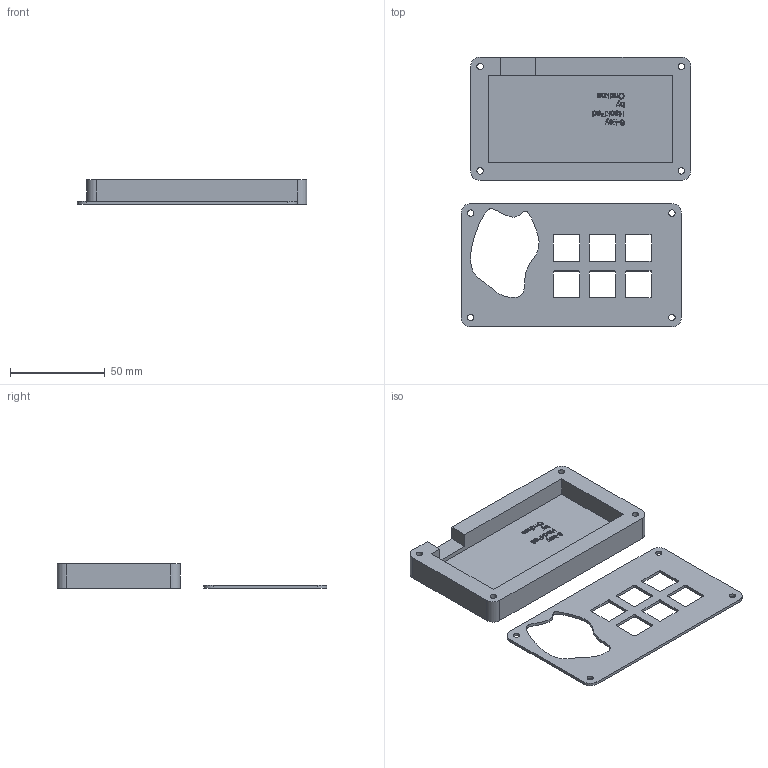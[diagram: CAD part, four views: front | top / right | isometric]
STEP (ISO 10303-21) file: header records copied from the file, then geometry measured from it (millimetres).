
FILE_DESCRIPTION(/* description */ (''),/* implementation_level */ '2;1');
FILE_NAME(/* name */ '6-key HackPad by Ondkos_top v2.step',/* time_stamp */ '2025-05-21T18:32:34+02:00',/* author */ (''),/* organization */ (''),/* preprocessor_version */ 'ST-DEVELOPER v20.1',/* originating_system */ 'Autodesk Translation Framework v14.10.0.0',/* authorisation */ '');
FILE_SCHEMA (('AUTOMOTIVE_DESIGN { 1 0 10303 214 3 1 1 }'));
Length unit declared in the file: millimetre
Products named in the file (4): 6-key HackPad by Ondkos_top; 6-key HackPad by Ondkos; 6-key HackPad by Ondkos_bottom; 6-key HackPad by Ondkos_1
Assembly tree (3 placements, depth 4):
  6-key HackPad by Ondkos_top
    6-key HackPad by Ondkos
      6-key HackPad by Ondkos_bottom
        6-key HackPad by Ondkos_1
Bounding box: 120.93 x 142.23 x 13 mm (x, y, z)
Volume: 58730.9 mm3; surface area: 34992 mm2
Topology: 22 solids, 22 shells, 534 faces, 1458 edges, 972 vertices
Faces by surface type: bspline 289, plane 201, cylinder 44
Full cylindrical faces by diameter (mm): 3.4 x8, 6 x4
Entity records: 19891 total; most frequent: CARTESIAN_POINT 8104, ORIENTED_EDGE 2916, DIRECTION 1472, EDGE_CURVE 1458, VERTEX_POINT 972, LINE 792, VECTOR 792, EDGE_LOOP 588
